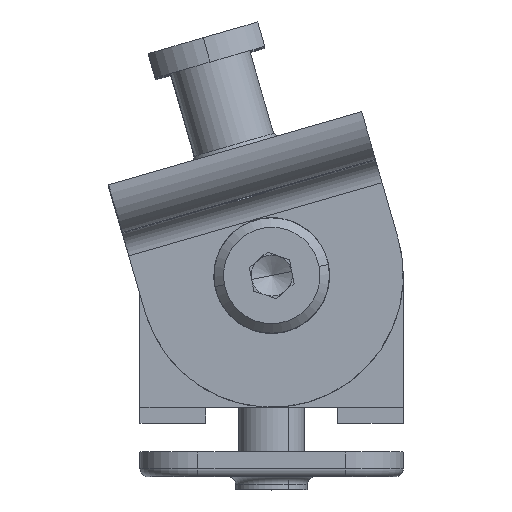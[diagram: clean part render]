
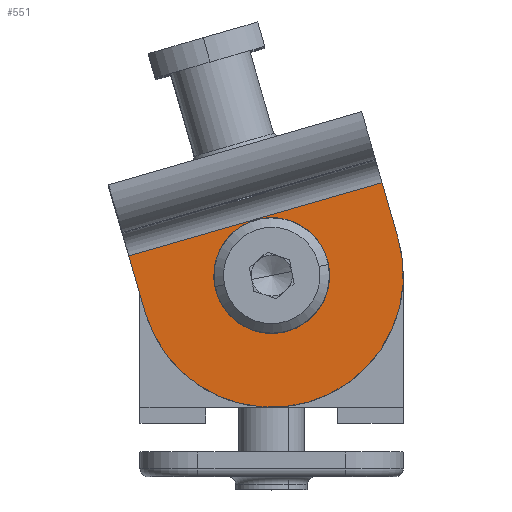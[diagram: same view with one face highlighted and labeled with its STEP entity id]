
A CAD part, top view. The second image highlights one B-rep face of the part: STEP entity #551.
In plain terms, the highlighted planar face has unit normal (0, 0, 1).
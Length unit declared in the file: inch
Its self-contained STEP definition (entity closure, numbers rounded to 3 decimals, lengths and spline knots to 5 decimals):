
#63 = VERTEX_POINT ( 'NONE', #1294 ) ;
#265 = VERTEX_POINT ( 'NONE', #2437 ) ;
#286 = VERTEX_POINT ( 'NONE', #2593 ) ;
#310 = EDGE_CURVE ( 'NONE', #286, #438, #2735, .T. ) ;
#438 = VERTEX_POINT ( 'NONE', #3750 ) ;
#446 = EDGE_CURVE ( 'NONE', #676, #265, #3816, .T. ) ;
#481 = ORIENTED_EDGE ( 'NONE', *, *, #446, .F. ) ;
#533 = EDGE_LOOP ( 'NONE', ( #481, #833 ) ) ;
#551 = ADVANCED_FACE ( 'NONE', ( #4230, #4231 ), #4232, .F. ) ;
#587 = ORIENTED_EDGE ( 'NONE', *, *, #720, .T. ) ;
#621 = ORIENTED_EDGE ( 'NONE', *, *, #1033, .T. ) ;
#676 = VERTEX_POINT ( 'NONE', #2101 ) ;
#720 = EDGE_CURVE ( 'NONE', #438, #63, #2320, .T. ) ;
#833 = ORIENTED_EDGE ( 'NONE', *, *, #6405, .F. ) ;
#922 = ORIENTED_EDGE ( 'NONE', *, *, #310, .T. ) ;
#1033 = EDGE_CURVE ( 'NONE', #63, #2831, #1399, .T. ) ;
#1294 = CARTESIAN_POINT ( 'NONE',  ( 0., 0.5, 0.188 ) ) ;
#1399 = CIRCLE ( 'NONE', #1400, 0.5 ) ;
#1400 = AXIS2_PLACEMENT_3D ( 'NONE', #1401, #1402, #1403 ) ;
#1401 = CARTESIAN_POINT ( 'NONE',  ( -0.5, 0.5, 0.188 ) ) ;
#1402 = DIRECTION ( 'NONE',  ( 0., 0., 1. ) ) ;
#1403 = DIRECTION ( 'NONE',  ( -1., 0., 0. ) ) ;
#2060 = CIRCLE ( 'NONE', #2061, 0.1875 ) ;
#2061 = AXIS2_PLACEMENT_3D ( 'NONE', #2062, #2063, #2064 ) ;
#2062 = CARTESIAN_POINT ( 'NONE',  ( -0.5, 0.5, 0.188 ) ) ;
#2063 = DIRECTION ( 'NONE',  ( 0., 0., 1. ) ) ;
#2064 = DIRECTION ( 'NONE',  ( 1., 0., 0. ) ) ;
#2101 = CARTESIAN_POINT ( 'NONE',  ( -0.3125, 0.5, 0.188 ) ) ;
#2320 = LINE ( 'NONE', #2321, #2322 ) ;
#2321 = CARTESIAN_POINT ( 'NONE',  ( 0., 0., 0.188 ) ) ;
#2322 = VECTOR ( 'NONE', #2325, 39.37008 ) ;
#2325 = DIRECTION ( 'NONE',  ( 0., 1., 0. ) ) ;
#2437 = CARTESIAN_POINT ( 'NONE',  ( -0.6875, 0.5, 0.188 ) ) ;
#2548 = EDGE_LOOP ( 'NONE', ( #4835, #922, #587, #621 ) ) ;
#2593 = CARTESIAN_POINT ( 'NONE',  ( -1., 0.278, 0.188 ) ) ;
#2611 = CARTESIAN_POINT ( 'NONE',  ( -1., 0.5, 0.188 ) ) ;
#2735 = LINE ( 'NONE', #2736, #2737 ) ;
#2736 = CARTESIAN_POINT ( 'NONE',  ( 0., 0.278, 0.188 ) ) ;
#2737 = VECTOR ( 'NONE', #2738, 39.37008 ) ;
#2738 = DIRECTION ( 'NONE',  ( 1., 0., 0. ) ) ;
#2831 = VERTEX_POINT ( 'NONE', #2611 ) ;
#3750 = CARTESIAN_POINT ( 'NONE',  ( 0., 0.278, 0.188 ) ) ;
#3816 = CIRCLE ( 'NONE', #3817, 0.1875 ) ;
#3817 = AXIS2_PLACEMENT_3D ( 'NONE', #3818, #3819, #3820 ) ;
#3818 = CARTESIAN_POINT ( 'NONE',  ( -0.5, 0.5, 0.188 ) ) ;
#3819 = DIRECTION ( 'NONE',  ( 0., 0., 1. ) ) ;
#3820 = DIRECTION ( 'NONE',  ( 1., 0., 0. ) ) ;
#4230 = FACE_BOUND ( 'NONE', #533, .T. ) ;
#4231 = FACE_OUTER_BOUND ( 'NONE', #2548, .T. ) ;
#4232 = PLANE ( 'NONE',  #4233 ) ;
#4233 = AXIS2_PLACEMENT_3D ( 'NONE', #4234, #4235, #4236 ) ;
#4234 = CARTESIAN_POINT ( 'NONE',  ( -1., 0., 0.188 ) ) ;
#4235 = DIRECTION ( 'NONE',  ( 0., 0., -1. ) ) ;
#4236 = DIRECTION ( 'NONE',  ( -1., 0., 0. ) ) ;
#4403 = LINE ( 'NONE', #4404, #4405 ) ;
#4404 = CARTESIAN_POINT ( 'NONE',  ( -1., 0., 0.188 ) ) ;
#4405 = VECTOR ( 'NONE', #4406, 39.37008 ) ;
#4406 = DIRECTION ( 'NONE',  ( 0., 1., 0. ) ) ;
#4835 = ORIENTED_EDGE ( 'NONE', *, *, #5847, .F. ) ;
#5847 = EDGE_CURVE ( 'NONE', #286, #2831, #4403, .T. ) ;
#6405 = EDGE_CURVE ( 'NONE', #265, #676, #2060, .T. ) ;
